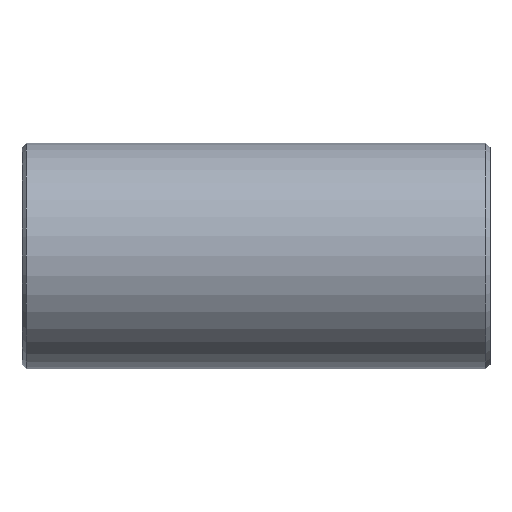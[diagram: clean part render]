
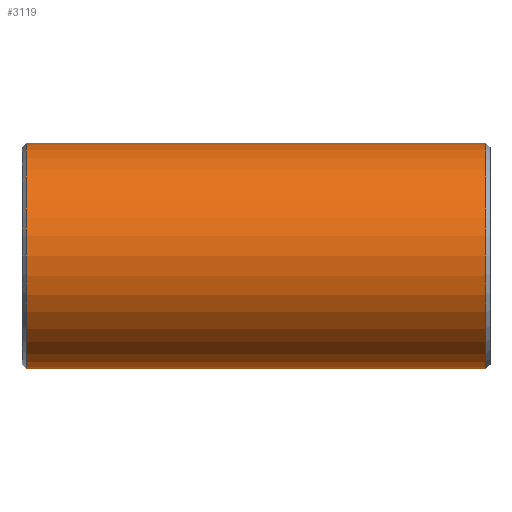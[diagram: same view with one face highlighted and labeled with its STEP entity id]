
A CAD part, front view. The second image highlights one B-rep face of the part: STEP entity #3119.
In plain terms, the highlighted cylindrical face has radius 13.5 mm (diameter 27 mm), a full revolution.
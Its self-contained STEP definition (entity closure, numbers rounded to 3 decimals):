
#34 = EDGE_CURVE ( 'NONE', #3641, #4883, #2614, .T. ) ;
#46 = CARTESIAN_POINT ( 'NONE',  ( 0., 0., 13.5 ) ) ;
#402 = CARTESIAN_POINT ( 'NONE',  ( 30.5, 27., -13.5 ) ) ;
#586 = CARTESIAN_POINT ( 'NONE',  ( -27.5, 0., 13.5 ) ) ;
#617 = CYLINDRICAL_SURFACE ( 'NONE', #852, 13.5 ) ;
#665 = FACE_OUTER_BOUND ( 'NONE', #1603, .T. ) ;
#852 = AXIS2_PLACEMENT_3D ( 'NONE', #2687, #4684, #4581 ) ;
#867 = CIRCLE ( 'NONE', #2222, 13.5 ) ;
#890 = ORIENTED_EDGE ( 'NONE', *, *, #2219, .T. ) ;
#966 = CARTESIAN_POINT ( 'NONE',  ( 0., 0., -13.5 ) ) ;
#1081 = ORIENTED_EDGE ( 'NONE', *, *, #34, .T. ) ;
#1603 = EDGE_LOOP ( 'NONE', ( #2038 ) ) ;
#1707 = CARTESIAN_POINT ( 'NONE',  ( -27.5, 0., 0. ) ) ;
#1822 = DIRECTION ( 'NONE',  ( 0., 0., -1. ) ) ;
#1846 = FACE_BOUND ( 'NONE', #4029, .T. ) ;
#1881 =( BOUNDED_CURVE ( )  B_SPLINE_CURVE ( 3, ( #4715, #1928, #4771, #2008 ),
 .UNSPECIFIED., .F., .T. ) 
 B_SPLINE_CURVE_WITH_KNOTS ( ( 4, 4 ),
 ( 1.571, 4.712 ),
 .UNSPECIFIED. ) 
 CURVE ( )  GEOMETRIC_REPRESENTATION_ITEM ( )  RATIONAL_B_SPLINE_CURVE ( ( 1., 0.333, 0.333, 1. ) ) 
 REPRESENTATION_ITEM ( '' )  );
#1928 = CARTESIAN_POINT ( 'NONE',  ( -30.5, 27., 13.5 ) ) ;
#2008 = CARTESIAN_POINT ( 'NONE',  ( 0., 0., -13.5 ) ) ;
#2038 = ORIENTED_EDGE ( 'NONE', *, *, #4079, .T. ) ;
#2067 = EDGE_CURVE ( 'NONE', #4883, #3641, #1881, .T. ) ;
#2219 = EDGE_CURVE ( 'NONE', #4201, #4201, #867, .T. ) ;
#2222 = AXIS2_PLACEMENT_3D ( 'NONE', #4265, #3447, #1822 ) ;
#2614 =( BOUNDED_CURVE ( )  B_SPLINE_CURVE ( 3, ( #4396, #402, #3631, #46 ),
 .UNSPECIFIED., .F., .T. ) 
 B_SPLINE_CURVE_WITH_KNOTS ( ( 4, 4 ),
 ( 1.571, 4.712 ),
 .UNSPECIFIED. ) 
 CURVE ( )  GEOMETRIC_REPRESENTATION_ITEM ( )  RATIONAL_B_SPLINE_CURVE ( ( 1., 0.333, 0.333, 1. ) ) 
 REPRESENTATION_ITEM ( '' )  );
#2665 = FACE_OUTER_BOUND ( 'NONE', #2745, .T. ) ;
#2687 = CARTESIAN_POINT ( 'NONE',  ( 0., 0., 0. ) ) ;
#2745 = EDGE_LOOP ( 'NONE', ( #890 ) ) ;
#2861 = ORIENTED_EDGE ( 'NONE', *, *, #2067, .T. ) ;
#2871 = CARTESIAN_POINT ( 'NONE',  ( 27.5, 0., -13.5 ) ) ;
#3119 = ADVANCED_FACE ( 'NONE', ( #2665, #665, #1846 ), #617, .T. ) ;
#3233 = CARTESIAN_POINT ( 'NONE',  ( 0., 0., 13.5 ) ) ;
#3259 = AXIS2_PLACEMENT_3D ( 'NONE', #1707, #4485, #4513 ) ;
#3290 = VERTEX_POINT ( 'NONE', #586 ) ;
#3447 = DIRECTION ( 'NONE',  ( -1., 0., 0. ) ) ;
#3631 = CARTESIAN_POINT ( 'NONE',  ( 30.5, 27., 13.5 ) ) ;
#3641 = VERTEX_POINT ( 'NONE', #966 ) ;
#4029 = EDGE_LOOP ( 'NONE', ( #2861, #1081 ) ) ;
#4079 = EDGE_CURVE ( 'NONE', #3290, #3290, #4767, .T. ) ;
#4201 = VERTEX_POINT ( 'NONE', #2871 ) ;
#4265 = CARTESIAN_POINT ( 'NONE',  ( 27.5, 0., 0. ) ) ;
#4396 = CARTESIAN_POINT ( 'NONE',  ( 0., 0., -13.5 ) ) ;
#4485 = DIRECTION ( 'NONE',  ( 1., 0., 0. ) ) ;
#4513 = DIRECTION ( 'NONE',  ( 0., 0., 1. ) ) ;
#4581 = DIRECTION ( 'NONE',  ( 0., 0., -1. ) ) ;
#4684 = DIRECTION ( 'NONE',  ( 1., 0., 0. ) ) ;
#4715 = CARTESIAN_POINT ( 'NONE',  ( 0., 0., 13.5 ) ) ;
#4767 = CIRCLE ( 'NONE', #3259, 13.5 ) ;
#4771 = CARTESIAN_POINT ( 'NONE',  ( -30.5, 27., -13.5 ) ) ;
#4883 = VERTEX_POINT ( 'NONE', #3233 ) ;
